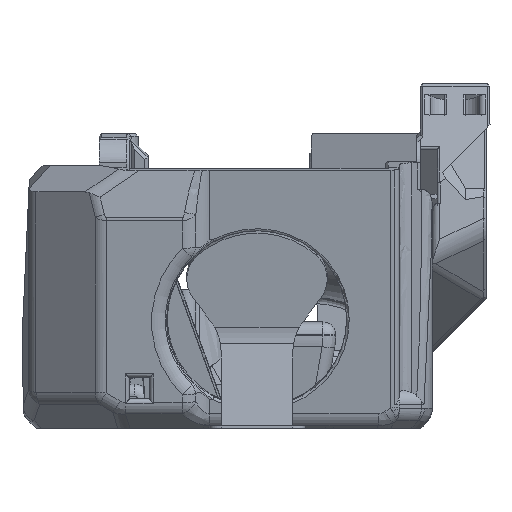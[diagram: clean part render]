
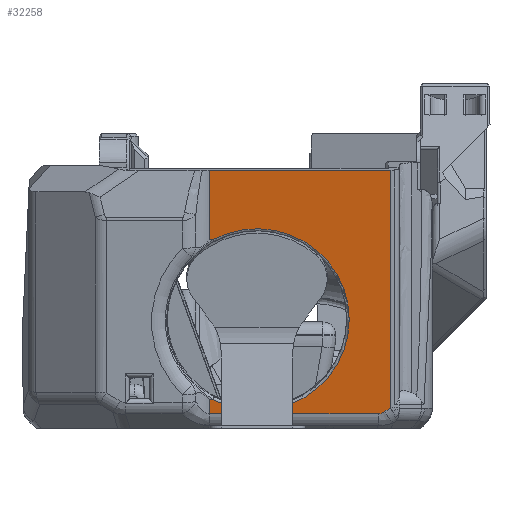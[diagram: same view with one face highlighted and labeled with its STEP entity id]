
A CAD part, left-side view. The second image highlights one B-rep face of the part: STEP entity #32258.
In plain terms, the highlighted planar face has unit normal (-0.985, 0, -0.174).
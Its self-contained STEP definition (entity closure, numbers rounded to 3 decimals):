
#922=ELLIPSE('',#34772,3.203,2.);
#1560=B_SPLINE_CURVE_WITH_KNOTS('',3,(#54123,#54124,#54125,#54126),
 .UNSPECIFIED.,.F.,.F.,(4,4),(0.,0.382),.UNSPECIFIED.);
#1573=B_SPLINE_CURVE_WITH_KNOTS('',3,(#54437,#54438,#54439,#54440),
 .UNSPECIFIED.,.F.,.F.,(4,4),(0.618,1.),.UNSPECIFIED.);
#2240=CIRCLE('',#34193,14.4);
#6607=ORIENTED_EDGE('',*,*,#14827,.F.);
#6608=ORIENTED_EDGE('',*,*,#13870,.T.);
#6609=ORIENTED_EDGE('',*,*,#14964,.T.);
#6610=ORIENTED_EDGE('',*,*,#14965,.F.);
#6611=ORIENTED_EDGE('',*,*,#14966,.T.);
#6612=ORIENTED_EDGE('',*,*,#14967,.T.);
#6613=ORIENTED_EDGE('',*,*,#14968,.F.);
#6614=ORIENTED_EDGE('',*,*,#14969,.T.);
#6615=ORIENTED_EDGE('',*,*,#14437,.F.);
#6616=ORIENTED_EDGE('',*,*,#14462,.F.);
#13870=EDGE_CURVE('',#18511,#18510,#2240,.T.);
#14437=EDGE_CURVE('',#18882,#18883,#21672,.T.);
#14462=EDGE_CURVE('',#18900,#18882,#21690,.T.);
#14827=EDGE_CURVE('',#18511,#18900,#1560,.F.);
#14964=EDGE_CURVE('',#18510,#19255,#1573,.T.);
#14965=EDGE_CURVE('',#19256,#19255,#22005,.T.);
#14966=EDGE_CURVE('',#19256,#19257,#22006,.T.);
#14967=EDGE_CURVE('',#19257,#19258,#922,.T.);
#14968=EDGE_CURVE('',#19259,#19258,#22007,.T.);
#14969=EDGE_CURVE('',#19259,#18883,#22008,.T.);
#18510=VERTEX_POINT('',#50028);
#18511=VERTEX_POINT('',#50030);
#18882=VERTEX_POINT('',#52470);
#18883=VERTEX_POINT('',#52472);
#18900=VERTEX_POINT('',#52531);
#19255=VERTEX_POINT('',#54441);
#19256=VERTEX_POINT('',#54443);
#19257=VERTEX_POINT('',#54445);
#19258=VERTEX_POINT('',#54447);
#19259=VERTEX_POINT('',#54449);
#21672=LINE('',#52471,#24535);
#21690=LINE('',#52532,#24553);
#22005=LINE('',#54442,#24868);
#22006=LINE('',#54444,#24869);
#22007=LINE('',#54448,#24870);
#22008=LINE('',#54450,#24871);
#24535=VECTOR('',#39037,1000.);
#24553=VECTOR('',#39075,1000.);
#24868=VECTOR('',#39866,1000.);
#24869=VECTOR('',#39867,1000.);
#24870=VECTOR('',#39870,1000.);
#24871=VECTOR('',#39871,1000.);
#27288=EDGE_LOOP('',(#6607,#6608,#6609,#6610,#6611,#6612,#6613,#6614,#6615,
#6616));
#29292=FACE_BOUND('',#27288,.T.);
#30928=PLANE('',#34771);
#32258=ADVANCED_FACE('',(#29292),#30928,.F.);
#34193=AXIS2_PLACEMENT_3D('',#50029,#38132,#38133);
#34771=AXIS2_PLACEMENT_3D('',#54436,#39864,#39865);
#34772=AXIS2_PLACEMENT_3D('',#54446,#39868,#39869);
#38132=DIRECTION('',(0.985,0.,0.174));
#38133=DIRECTION('',(0.174,0.,-0.985));
#39037=DIRECTION('',(0.,-1.,0.));
#39075=DIRECTION('',(-0.174,0.,0.985));
#39864=DIRECTION('',(0.985,0.,0.174));
#39865=DIRECTION('',(-0.174,0.,0.985));
#39866=DIRECTION('',(-0.174,0.,0.985));
#39867=DIRECTION('',(0.,-1.,0.));
#39868=DIRECTION('',(-0.985,0.,-0.174));
#39869=DIRECTION('',(-0.165,-0.304,0.938));
#39870=DIRECTION('',(0.097,0.829,-0.551));
#39871=DIRECTION('',(-0.174,0.,0.985));
#50028=CARTESIAN_POINT('',(-28.264,11.767,4.533));
#50029=CARTESIAN_POINT('',(-30.458,4.853,16.973));
#50030=CARTESIAN_POINT('',(-32.651,11.767,29.413));
#52470=CARTESIAN_POINT('',(-34.572,12.27,40.304));
#52471=CARTESIAN_POINT('',(-34.572,24.853,40.304));
#52472=CARTESIAN_POINT('',(-34.572,-16.002,40.304));
#52531=CARTESIAN_POINT('',(-32.66,12.27,29.463));
#52532=CARTESIAN_POINT('',(-31.185,12.27,21.099));
#54123=CARTESIAN_POINT('',(-32.66,12.27,29.463));
#54124=CARTESIAN_POINT('',(-32.657,12.102,29.442));
#54125=CARTESIAN_POINT('',(-32.654,11.935,29.425));
#54126=CARTESIAN_POINT('',(-32.651,11.767,29.413));
#54436=CARTESIAN_POINT('',(-31.185,24.853,21.099));
#54437=CARTESIAN_POINT('',(-28.264,11.767,4.533));
#54438=CARTESIAN_POINT('',(-28.262,11.935,4.52));
#54439=CARTESIAN_POINT('',(-28.259,12.102,4.503));
#54440=CARTESIAN_POINT('',(-28.255,12.27,4.482));
#54441=CARTESIAN_POINT('',(-28.255,12.27,4.482));
#54442=CARTESIAN_POINT('',(-31.185,12.27,21.099));
#54443=CARTESIAN_POINT('',(-27.864,12.27,2.262));
#54444=CARTESIAN_POINT('',(-27.864,-14.655,2.262));
#54445=CARTESIAN_POINT('',(-27.864,-14.07,2.262));
#54446=CARTESIAN_POINT('',(-28.404,-14.652,5.326));
#54447=CARTESIAN_POINT('',(-27.923,-15.07,2.597));
#54448=CARTESIAN_POINT('',(-27.821,-14.199,2.018));
#54449=CARTESIAN_POINT('',(-28.032,-16.002,3.216));
#54450=CARTESIAN_POINT('',(-7.663,-16.002,-112.301));
